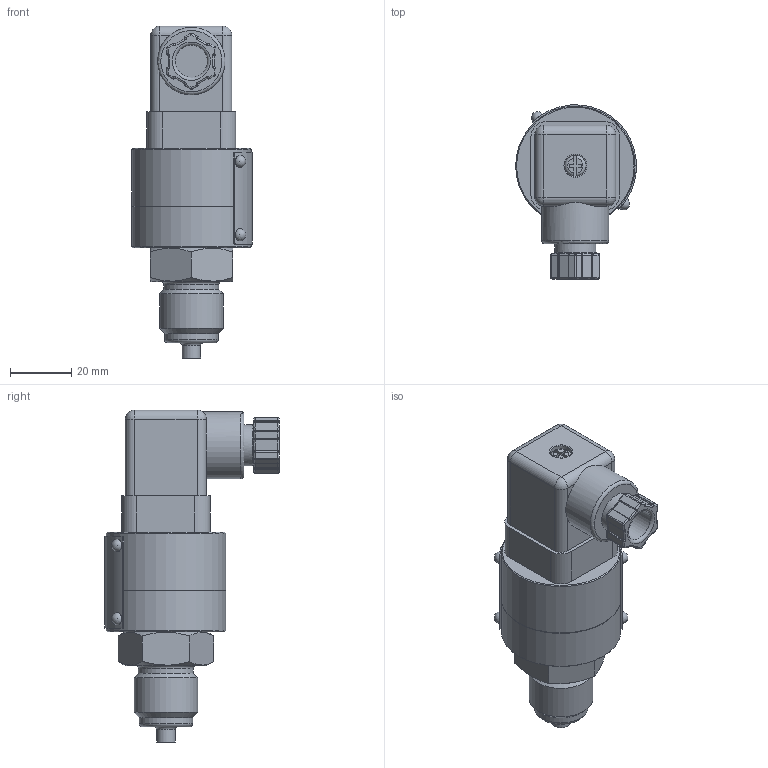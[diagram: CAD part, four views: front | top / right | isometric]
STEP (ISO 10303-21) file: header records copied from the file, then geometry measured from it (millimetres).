
FILE_DESCRIPTION(/* description */ ('','CAx-IF Rec.Pracs.---Representation and Presentation of Product Manufacturing Information (PMI)---3.8---2014-02-18'),/* implementation_level */ '2;1');
FILE_NAME(/* name */ 'Z-JB.stp',/* time_stamp */ '2017-10-14T20:22:59+02:00',/* author */ ('FTAK'),/* organization */ (''),/* preprocessor_version */ 'ST-DEVELOPER v16.5',/* originating_system */ 'Autodesk Inventor 2017',/* authorisation */ '');
FILE_SCHEMA (('AP242_MANAGED_MODEL_BASED_3D_ENGINEERING_MIM_LF { 1 0 10303 442 1 1 4 }'));
Length unit declared in the file: millimetre
Products named in the file (1): Z-JB
Bounding box: 39.44 x 56.94 x 108.5 mm (x, y, z)
Volume: 86815.8 mm3; surface area: 20907.8 mm2
Topology: 3 solids, 3 shells, 261 faces, 591 edges, 341 vertices
Faces by surface type: cylinder 95, plane 83, torus 33, bspline 22, sphere 20, cone 8
Full cylindrical faces by diameter (mm): 3.3 x1, 6 x1, 7 x1, 10.5 x1, 13.5 x1, 17.5 x1, 18 x1, 20.8 x1, 22 x1, 39 x2
Entity records: 7997 total; most frequent: CARTESIAN_POINT 2181, DIRECTION 1211, ORIENTED_EDGE 1096, EDGE_CURVE 548, AXIS2_PLACEMENT_3D 498, VERTEX_POINT 331, EDGE_LOOP 299, FACE_OUTER_BOUND 261
